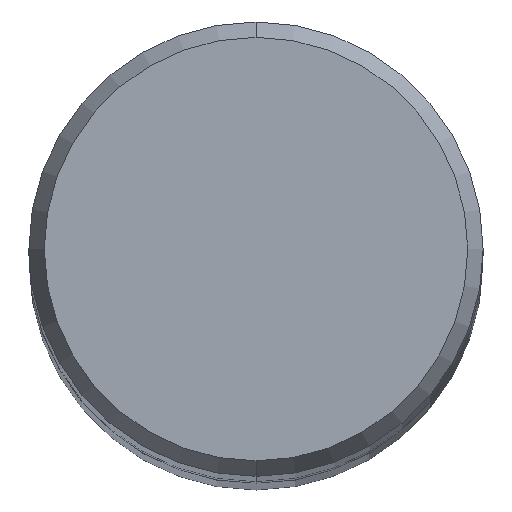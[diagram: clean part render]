
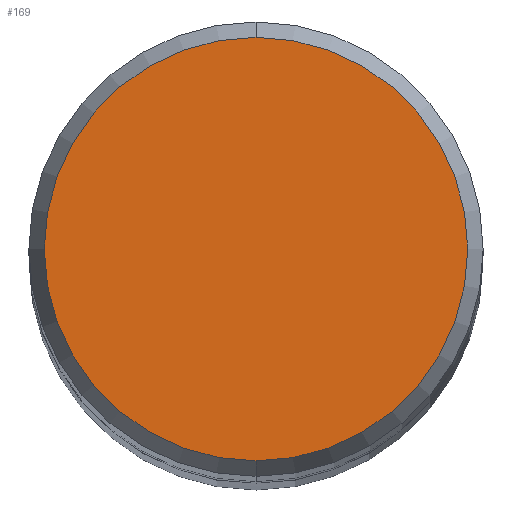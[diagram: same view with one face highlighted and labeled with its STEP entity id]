
A CAD part, top view. The second image highlights one B-rep face of the part: STEP entity #169.
In plain terms, the highlighted planar face has unit normal (0, 0, 1).
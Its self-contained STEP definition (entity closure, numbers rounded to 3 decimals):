
#127=VERTEX_POINT('',#282);
#135=VERTEX_POINT('',#290);
#169=ADVANCED_FACE('',(#331),#332,.T.);
#195=EDGE_CURVE('',#127,#135,#360,.T.);
#205=EDGE_CURVE('',#135,#127,#371,.T.);
#282=CARTESIAN_POINT('',(0.0,3.149,0.0));
#290=CARTESIAN_POINT('',(0.,-3.149,0.0));
#331=FACE_OUTER_BOUND('',#506,.T.);
#332=PLANE('',#507);
#360=CIRCLE('',#547,3.149);
#371=CIRCLE('',#561,3.149);
#506=EDGE_LOOP('',(#710,#711));
#507=AXIS2_PLACEMENT_3D('',#712,#713,#714);
#547=AXIS2_PLACEMENT_3D('',#748,#749,#750);
#561=AXIS2_PLACEMENT_3D('',#760,#761,#762);
#710=ORIENTED_EDGE('',*,*,#195,.F.);
#711=ORIENTED_EDGE('',*,*,#205,.F.);
#712=CARTESIAN_POINT('',(0.0,1.574,0.0));
#713=DIRECTION('',(-0.0,0.0,1.0));
#714=DIRECTION('',(0.0,-1.0,0.0));
#748=CARTESIAN_POINT('',(0.0,0.0,0.0));
#749=DIRECTION('',(0.0,0.0,-1.0));
#750=DIRECTION('',(0.0,1.0,0.0));
#760=CARTESIAN_POINT('',(0.0,0.0,0.0));
#761=DIRECTION('',(0.0,0.0,-1.0));
#762=DIRECTION('',(0.0,1.0,0.0));
